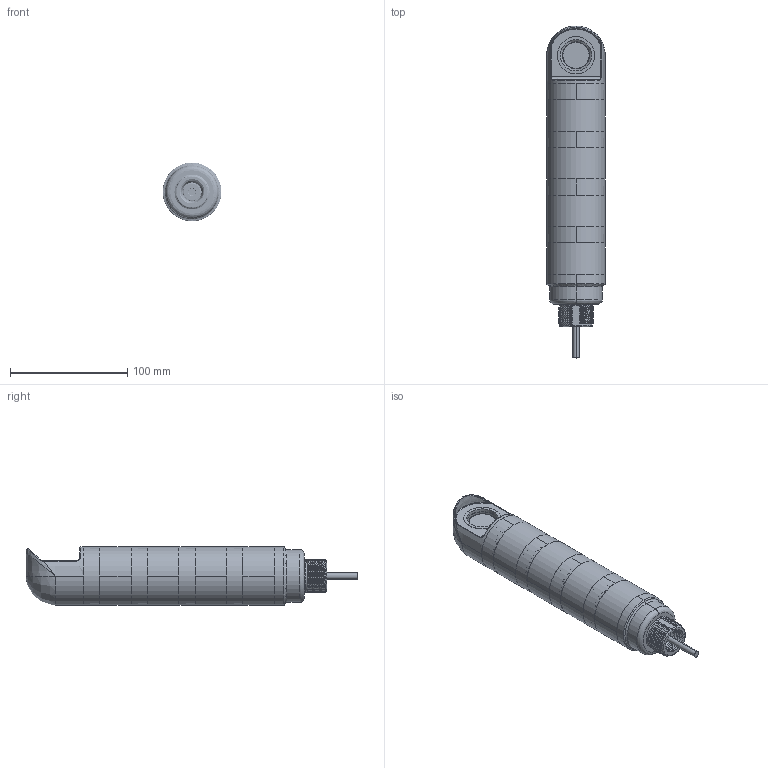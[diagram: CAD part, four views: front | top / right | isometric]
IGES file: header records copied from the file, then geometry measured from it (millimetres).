
Start section:  PTC IGES file: 154244.igs
Global section: file name: 154244.igs; native system: Pro/ENGINEER by Parametric Technology Corporation; preprocessor: 2009141; author: banengservice; organization: Unknown; date: 20101109.162613; units: inch
Bounding box: 50 x 283 x 50 mm (x, y, z)
Volume: 80127.8 mm3; surface area: 130820.6 mm2
Topology: 7 solids, 11 shells, 1921 faces, 5202 edges, 3374 vertices
Faces by surface type: bspline 1303, revolution 618
